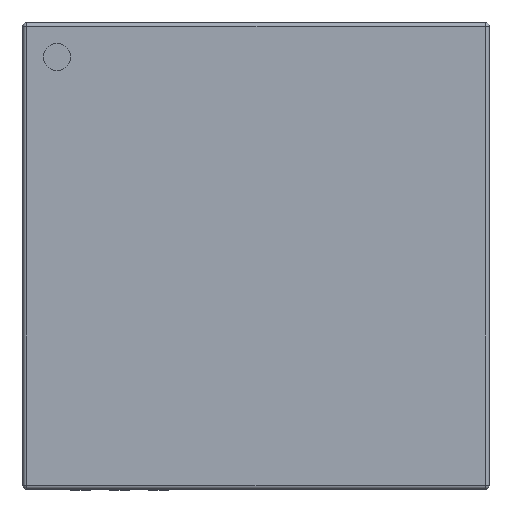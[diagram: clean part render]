
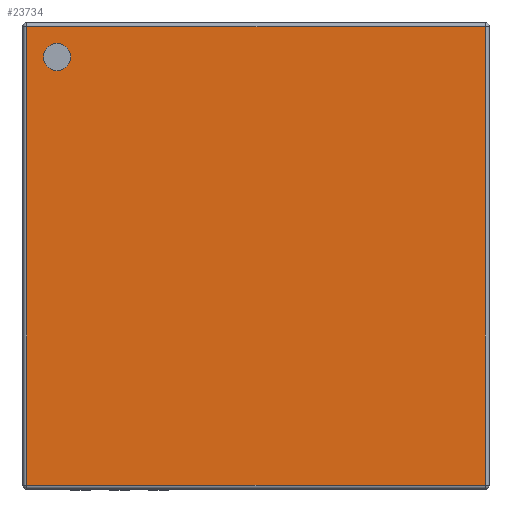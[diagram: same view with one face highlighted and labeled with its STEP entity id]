
A CAD part, top view. The second image highlights one B-rep face of the part: STEP entity #23734.
In plain terms, the highlighted planar face has unit normal (0, 0, 1).
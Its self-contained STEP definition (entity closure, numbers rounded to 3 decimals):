
#5398 = CYLINDRICAL_SURFACE('',#5399,0.05);
#5399 = AXIS2_PLACEMENT_3D('',#5400,#5401,#5402);
#5400 = CARTESIAN_POINT('',(2.94,2.94,0.83));
#5401 = DIRECTION('',(-0.,-1.,-0.));
#5402 = DIRECTION('',(0.,0.,1.));
#20260 = VERTEX_POINT('',#20261);
#20261 = CARTESIAN_POINT('',(2.94,2.94,0.88));
#20283 = VERTEX_POINT('',#20284);
#20284 = CARTESIAN_POINT('',(2.94,-2.94,0.88));
#20309 = EDGE_CURVE('',#20260,#20283,#20310,.T.);
#20310 = SURFACE_CURVE('',#20311,(#20315,#20322),.PCURVE_S1.);
#20311 = LINE('',#20312,#20313);
#20312 = CARTESIAN_POINT('',(2.94,2.94,0.88));
#20313 = VECTOR('',#20314,1.);
#20314 = DIRECTION('',(-0.,-1.,-0.));
#20315 = PCURVE('',#5398,#20316);
#20316 = DEFINITIONAL_REPRESENTATION('',(#20317),#20321);
#20317 = LINE('',#20318,#20319);
#20318 = CARTESIAN_POINT('',(-0.,0.));
#20319 = VECTOR('',#20320,1.);
#20320 = DIRECTION('',(-0.,1.));
#20321 = ( GEOMETRIC_REPRESENTATION_CONTEXT(2) 
PARAMETRIC_REPRESENTATION_CONTEXT() REPRESENTATION_CONTEXT('2D SPACE',''
  ) );
#20322 = PCURVE('',#20323,#20328);
#20323 = PLANE('',#20324);
#20324 = AXIS2_PLACEMENT_3D('',#20325,#20326,#20327);
#20325 = CARTESIAN_POINT('',(-2.99,-2.99,0.88));
#20326 = DIRECTION('',(0.,0.,1.));
#20327 = DIRECTION('',(1.,0.,0.));
#20328 = DEFINITIONAL_REPRESENTATION('',(#20329),#20333);
#20329 = LINE('',#20330,#20331);
#20330 = CARTESIAN_POINT('',(5.93,5.93));
#20331 = VECTOR('',#20332,1.);
#20332 = DIRECTION('',(-0.,-1.));
#20333 = ( GEOMETRIC_REPRESENTATION_CONTEXT(2) 
PARAMETRIC_REPRESENTATION_CONTEXT() REPRESENTATION_CONTEXT('2D SPACE',''
  ) );
#20922 = CYLINDRICAL_SURFACE('',#20923,0.05);
#20923 = AXIS2_PLACEMENT_3D('',#20924,#20925,#20926);
#20924 = CARTESIAN_POINT('',(-2.94,-2.94,0.83));
#20925 = DIRECTION('',(0.,1.,0.));
#20926 = DIRECTION('',(-1.,0.,0.));
#21061 = CYLINDRICAL_SURFACE('',#21062,0.05);
#21062 = AXIS2_PLACEMENT_3D('',#21063,#21064,#21065);
#21063 = CARTESIAN_POINT('',(-2.99,-2.94,0.83));
#21064 = DIRECTION('',(1.,0.,0.));
#21065 = DIRECTION('',(0.,-1.,0.));
#22529 = CYLINDRICAL_SURFACE('',#22530,0.05);
#22530 = AXIS2_PLACEMENT_3D('',#22531,#22532,#22533);
#22531 = CARTESIAN_POINT('',(-2.99,2.94,0.83));
#22532 = DIRECTION('',(1.,0.,0.));
#22533 = DIRECTION('',(0.,1.,0.));
#23734 = ADVANCED_FACE('',(#23735,#23805),#20323,.T.);
#23735 = FACE_BOUND('',#23736,.T.);
#23736 = EDGE_LOOP('',(#23737,#23760,#23761,#23784));
#23737 = ORIENTED_EDGE('',*,*,#23738,.T.);
#23738 = EDGE_CURVE('',#23739,#20283,#23741,.T.);
#23739 = VERTEX_POINT('',#23740);
#23740 = CARTESIAN_POINT('',(-2.94,-2.94,0.88));
#23741 = SURFACE_CURVE('',#23742,(#23746,#23753),.PCURVE_S1.);
#23742 = LINE('',#23743,#23744);
#23743 = CARTESIAN_POINT('',(-2.99,-2.94,0.88));
#23744 = VECTOR('',#23745,1.);
#23745 = DIRECTION('',(1.,0.,0.));
#23746 = PCURVE('',#20323,#23747);
#23747 = DEFINITIONAL_REPRESENTATION('',(#23748),#23752);
#23748 = LINE('',#23749,#23750);
#23749 = CARTESIAN_POINT('',(0.,0.05));
#23750 = VECTOR('',#23751,1.);
#23751 = DIRECTION('',(1.,0.));
#23752 = ( GEOMETRIC_REPRESENTATION_CONTEXT(2) 
PARAMETRIC_REPRESENTATION_CONTEXT() REPRESENTATION_CONTEXT('2D SPACE',''
  ) );
#23753 = PCURVE('',#21061,#23754);
#23754 = DEFINITIONAL_REPRESENTATION('',(#23755),#23759);
#23755 = LINE('',#23756,#23757);
#23756 = CARTESIAN_POINT('',(-1.571,0.));
#23757 = VECTOR('',#23758,1.);
#23758 = DIRECTION('',(-0.,1.));
#23759 = ( GEOMETRIC_REPRESENTATION_CONTEXT(2) 
PARAMETRIC_REPRESENTATION_CONTEXT() REPRESENTATION_CONTEXT('2D SPACE',''
  ) );
#23760 = ORIENTED_EDGE('',*,*,#20309,.F.);
#23761 = ORIENTED_EDGE('',*,*,#23762,.F.);
#23762 = EDGE_CURVE('',#23763,#20260,#23765,.T.);
#23763 = VERTEX_POINT('',#23764);
#23764 = CARTESIAN_POINT('',(-2.94,2.94,0.88));
#23765 = SURFACE_CURVE('',#23766,(#23770,#23777),.PCURVE_S1.);
#23766 = LINE('',#23767,#23768);
#23767 = CARTESIAN_POINT('',(-2.99,2.94,0.88));
#23768 = VECTOR('',#23769,1.);
#23769 = DIRECTION('',(1.,0.,0.));
#23770 = PCURVE('',#20323,#23771);
#23771 = DEFINITIONAL_REPRESENTATION('',(#23772),#23776);
#23772 = LINE('',#23773,#23774);
#23773 = CARTESIAN_POINT('',(0.,5.93));
#23774 = VECTOR('',#23775,1.);
#23775 = DIRECTION('',(1.,0.));
#23776 = ( GEOMETRIC_REPRESENTATION_CONTEXT(2) 
PARAMETRIC_REPRESENTATION_CONTEXT() REPRESENTATION_CONTEXT('2D SPACE',''
  ) );
#23777 = PCURVE('',#22529,#23778);
#23778 = DEFINITIONAL_REPRESENTATION('',(#23779),#23783);
#23779 = LINE('',#23780,#23781);
#23780 = CARTESIAN_POINT('',(1.571,0.));
#23781 = VECTOR('',#23782,1.);
#23782 = DIRECTION('',(0.,1.));
#23783 = ( GEOMETRIC_REPRESENTATION_CONTEXT(2) 
PARAMETRIC_REPRESENTATION_CONTEXT() REPRESENTATION_CONTEXT('2D SPACE',''
  ) );
#23784 = ORIENTED_EDGE('',*,*,#23785,.F.);
#23785 = EDGE_CURVE('',#23739,#23763,#23786,.T.);
#23786 = SURFACE_CURVE('',#23787,(#23791,#23798),.PCURVE_S1.);
#23787 = LINE('',#23788,#23789);
#23788 = CARTESIAN_POINT('',(-2.94,-2.94,0.88));
#23789 = VECTOR('',#23790,1.);
#23790 = DIRECTION('',(0.,1.,0.));
#23791 = PCURVE('',#20323,#23792);
#23792 = DEFINITIONAL_REPRESENTATION('',(#23793),#23797);
#23793 = LINE('',#23794,#23795);
#23794 = CARTESIAN_POINT('',(0.05,0.05));
#23795 = VECTOR('',#23796,1.);
#23796 = DIRECTION('',(0.,1.));
#23797 = ( GEOMETRIC_REPRESENTATION_CONTEXT(2) 
PARAMETRIC_REPRESENTATION_CONTEXT() REPRESENTATION_CONTEXT('2D SPACE',''
  ) );
#23798 = PCURVE('',#20922,#23799);
#23799 = DEFINITIONAL_REPRESENTATION('',(#23800),#23804);
#23800 = LINE('',#23801,#23802);
#23801 = CARTESIAN_POINT('',(1.571,0.));
#23802 = VECTOR('',#23803,1.);
#23803 = DIRECTION('',(0.,1.));
#23804 = ( GEOMETRIC_REPRESENTATION_CONTEXT(2) 
PARAMETRIC_REPRESENTATION_CONTEXT() REPRESENTATION_CONTEXT('2D SPACE',''
  ) );
#23805 = FACE_BOUND('',#23806,.T.);
#23806 = EDGE_LOOP('',(#23807));
#23807 = ORIENTED_EDGE('',*,*,#23808,.F.);
#23808 = EDGE_CURVE('',#23809,#23809,#23811,.T.);
#23809 = VERTEX_POINT('',#23810);
#23810 = CARTESIAN_POINT('',(-2.375,-2.55,0.88));
#23811 = SURFACE_CURVE('',#23812,(#23817,#23824),.PCURVE_S1.);
#23812 = CIRCLE('',#23813,0.175);
#23813 = AXIS2_PLACEMENT_3D('',#23814,#23815,#23816);
#23814 = CARTESIAN_POINT('',(-2.55,-2.55,0.88));
#23815 = DIRECTION('',(0.,0.,1.));
#23816 = DIRECTION('',(1.,0.,0.));
#23817 = PCURVE('',#20323,#23818);
#23818 = DEFINITIONAL_REPRESENTATION('',(#23819),#23823);
#23819 = CIRCLE('',#23820,0.175);
#23820 = AXIS2_PLACEMENT_2D('',#23821,#23822);
#23821 = CARTESIAN_POINT('',(0.44,0.44));
#23822 = DIRECTION('',(1.,0.));
#23823 = ( GEOMETRIC_REPRESENTATION_CONTEXT(2) 
PARAMETRIC_REPRESENTATION_CONTEXT() REPRESENTATION_CONTEXT('2D SPACE',''
  ) );
#23824 = PCURVE('',#23825,#23830);
#23825 = CYLINDRICAL_SURFACE('',#23826,0.175);
#23826 = AXIS2_PLACEMENT_3D('',#23827,#23828,#23829);
#23827 = CARTESIAN_POINT('',(-2.55,-2.55,0.88));
#23828 = DIRECTION('',(-0.,-0.,-1.));
#23829 = DIRECTION('',(1.,0.,0.));
#23830 = DEFINITIONAL_REPRESENTATION('',(#23831),#23835);
#23831 = LINE('',#23832,#23833);
#23832 = CARTESIAN_POINT('',(-0.,0.));
#23833 = VECTOR('',#23834,1.);
#23834 = DIRECTION('',(-1.,0.));
#23835 = ( GEOMETRIC_REPRESENTATION_CONTEXT(2) 
PARAMETRIC_REPRESENTATION_CONTEXT() REPRESENTATION_CONTEXT('2D SPACE',''
  ) );
